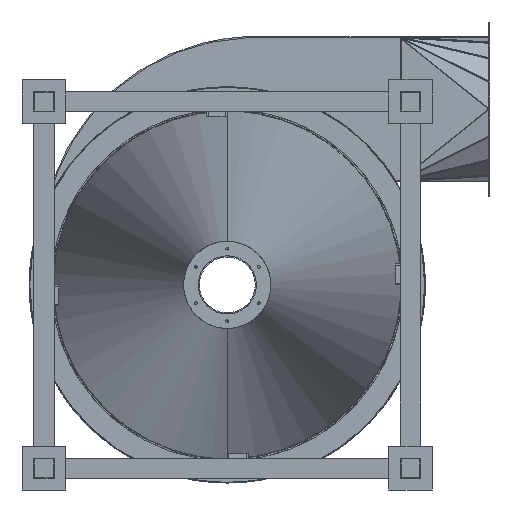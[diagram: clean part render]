
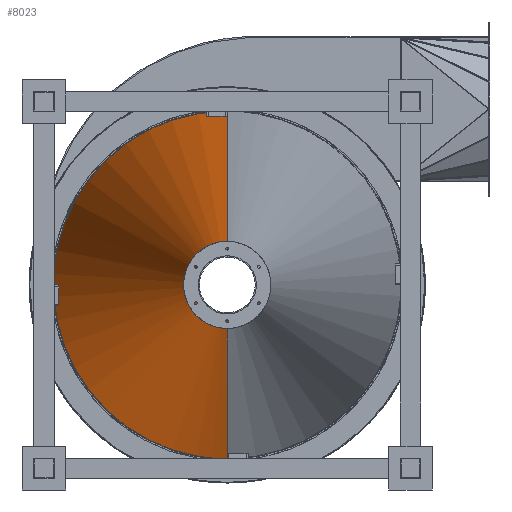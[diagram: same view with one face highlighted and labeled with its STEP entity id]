
A CAD part, front view. The second image highlights one B-rep face of the part: STEP entity #8023.
In plain terms, the highlighted free-form (B-spline) face has degree [2, 1] with [5, 2] control points.
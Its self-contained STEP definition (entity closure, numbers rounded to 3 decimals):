
#7980 = VERTEX_POINT('',#7981);
#7981 = CARTESIAN_POINT('',(-845.247,1240.929,
    -972.033));
#7982 = VERTEX_POINT('',#7983);
#7983 = CARTESIAN_POINT('',(-845.025,1240.929,
    -718.239));
#7991 = EDGE_CURVE('',#7980,#7992,#7994,.T.);
#7992 = VERTEX_POINT('',#7993);
#7993 = CARTESIAN_POINT('',(-845.8,4801.667,
    -1606.519));
#7994 = B_SPLINE_CURVE_WITH_KNOTS('',1,(#7995,#7996),.UNSPECIFIED.,.F.,
  .F.,(2,2),(-1425.1,1425.1),
  .PIECEWISE_BEZIER_KNOTS.);
#7995 = CARTESIAN_POINT('',(-845.247,1240.929,
    -972.033));
#7996 = CARTESIAN_POINT('',(-845.8,4801.667,
    -1606.519));
#7999 = VERTEX_POINT('',#8000);
#8000 = CARTESIAN_POINT('',(-844.472,4801.667,
    -83.753));
#8008 = EDGE_CURVE('',#7982,#7999,#8009,.T.);
#8009 = B_SPLINE_CURVE_WITH_KNOTS('',1,(#8010,#8011),.UNSPECIFIED.,.F.,
  .F.,(2,2),(-1425.1,1425.1),
  .PIECEWISE_BEZIER_KNOTS.);
#8010 = CARTESIAN_POINT('',(-845.025,1240.929,
    -718.239));
#8011 = CARTESIAN_POINT('',(-844.472,4801.667,
    -83.753));
#8023 = ADVANCED_FACE('',(#8024),#8044,.T.);
#8024 = FACE_BOUND('',#8025,.T.);
#8025 = EDGE_LOOP('',(#8026,#8027,#8035,#8036));
#8026 = ORIENTED_EDGE('',*,*,#7991,.F.);
#8027 = ORIENTED_EDGE('',*,*,#8028,.F.);
#8028 = EDGE_CURVE('',#7982,#7980,#8029,.T.);
#8029 = ( BOUNDED_CURVE() B_SPLINE_CURVE(2,(#8030,#8031,#8032,#8033,
#8034),.UNSPECIFIED.,.F.,.F.) B_SPLINE_CURVE_WITH_KNOTS((3,2,3),(0.,
1.571,3.142),.PIECEWISE_BEZIER_KNOTS.) CURVE() 
GEOMETRIC_REPRESENTATION_ITEM() RATIONAL_B_SPLINE_CURVE((1.,
0.707,1.,0.707,1.)) REPRESENTATION_ITEM('') );
#8030 = CARTESIAN_POINT('',(-845.025,1240.929,
    -718.239));
#8031 = CARTESIAN_POINT('',(-971.922,1240.929,
    -718.128));
#8032 = CARTESIAN_POINT('',(-972.033,1240.929,
    -845.025));
#8033 = CARTESIAN_POINT('',(-972.144,1240.929,
    -971.922));
#8034 = CARTESIAN_POINT('',(-845.247,1240.929,
    -972.033));
#8035 = ORIENTED_EDGE('',*,*,#8008,.T.);
#8036 = ORIENTED_EDGE('',*,*,#8037,.T.);
#8037 = EDGE_CURVE('',#7999,#7992,#8038,.T.);
#8038 = ( BOUNDED_CURVE() B_SPLINE_CURVE(2,(#8039,#8040,#8041,#8042,
#8043),.UNSPECIFIED.,.F.,.F.) B_SPLINE_CURVE_WITH_KNOTS((3,2,3),(0.,
1.571,3.142),.PIECEWISE_BEZIER_KNOTS.) CURVE() 
GEOMETRIC_REPRESENTATION_ITEM() RATIONAL_B_SPLINE_CURVE((1.,
0.707,1.,0.707,1.)) REPRESENTATION_ITEM('') );
#8039 = CARTESIAN_POINT('',(-844.472,4801.667,
    -83.753));
#8040 = CARTESIAN_POINT('',(-1605.855,4801.667,
    -83.088));
#8041 = CARTESIAN_POINT('',(-1606.519,4801.667,
    -844.472));
#8042 = CARTESIAN_POINT('',(-1607.184,4801.667,
    -1605.855));
#8043 = CARTESIAN_POINT('',(-845.8,4801.667,
    -1606.519));
#8044 = ( BOUNDED_SURFACE() B_SPLINE_SURFACE(2,1,(
    (#8045,#8046)
    ,(#8047,#8048)
    ,(#8049,#8050)
    ,(#8051,#8052)
    ,(#8053,#8054
)),.UNSPECIFIED.,.F.,.F.,.F.) B_SPLINE_SURFACE_WITH_KNOTS((3,2,3),(2,2),
  (3.142,4.712,6.283),(-1425.1,
    1425.1),.PIECEWISE_BEZIER_KNOTS.) 
GEOMETRIC_REPRESENTATION_ITEM() RATIONAL_B_SPLINE_SURFACE((
    (1.,1.)
    ,(0.707,0.707)
    ,(1.,1.)
    ,(0.707,0.707)
,(1.,1.))) REPRESENTATION_ITEM('') SURFACE() );
#8045 = CARTESIAN_POINT('',(-845.247,1240.929,
    -972.033));
#8046 = CARTESIAN_POINT('',(-845.8,4801.667,
    -1606.519));
#8047 = CARTESIAN_POINT('',(-972.144,1240.929,
    -971.922));
#8048 = CARTESIAN_POINT('',(-1607.184,4801.667,
    -1605.855));
#8049 = CARTESIAN_POINT('',(-972.033,1240.929,
    -845.025));
#8050 = CARTESIAN_POINT('',(-1606.519,4801.667,
    -844.472));
#8051 = CARTESIAN_POINT('',(-971.922,1240.929,
    -718.128));
#8052 = CARTESIAN_POINT('',(-1605.855,4801.667,
    -83.088));
#8053 = CARTESIAN_POINT('',(-845.025,1240.929,
    -718.239));
#8054 = CARTESIAN_POINT('',(-844.472,4801.667,
    -83.753));
